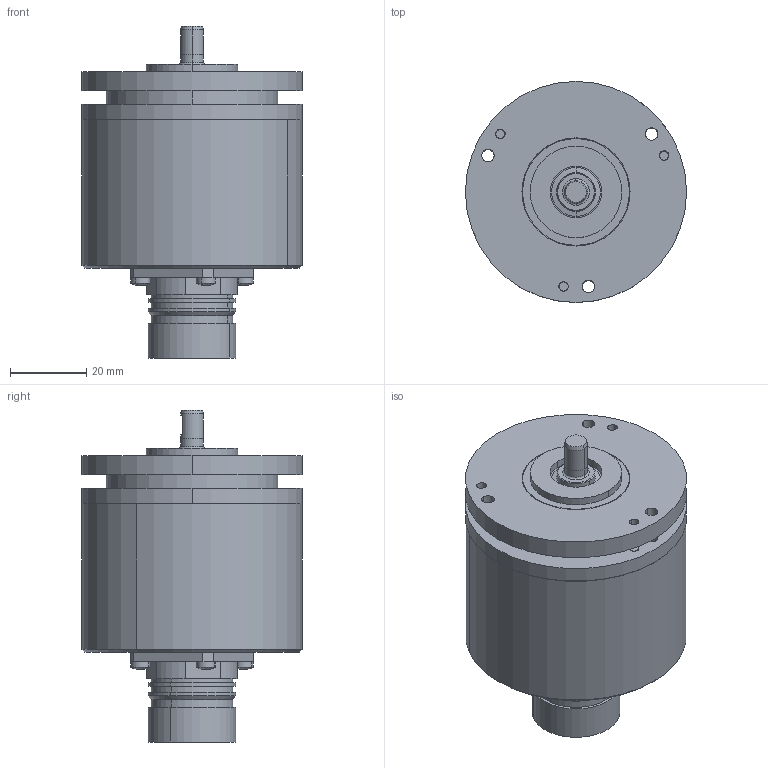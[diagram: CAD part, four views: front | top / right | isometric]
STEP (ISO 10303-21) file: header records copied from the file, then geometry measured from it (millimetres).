
FILE_DESCRIPTION((''),'2;1');
FILE_NAME('683684','2010-11-10T',('se2802'),(''),'PRO/ENGINEER BY PARAMETRIC TECHNOLOGY CORPORATION, 2010180','PRO/ENGINEER BY PARAMETRIC TECHNOLOGY CORPORATION, 2010180','');
FILE_SCHEMA(('CONFIG_CONTROL_DESIGN'));
Length unit declared in the file: millimetre
Products named in the file (1): 683684
Bounding box: 58 x 58 x 87.1 mm (x, y, z)
Volume: 83372.1 mm3; surface area: 44196 mm2
Topology: 2 solids, 5 shells, 1387 faces, 3747 edges, 2451 vertices
Faces by surface type: cylinder 523, plane 410, extrusion 324, cone 58, torus 58, sphere 14
Entity records: 49299 total; most frequent: CARTESIAN_POINT 14773, ORIENTED_EDGE 7490, DIRECTION 6635, EDGE_CURVE 3745, VERTEX_POINT 2451, AXIS2_PLACEMENT_3D 2435, VECTOR 1765, EDGE_LOOP 1554
